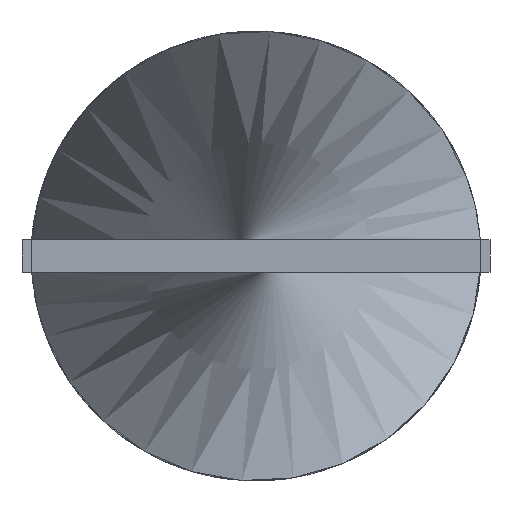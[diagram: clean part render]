
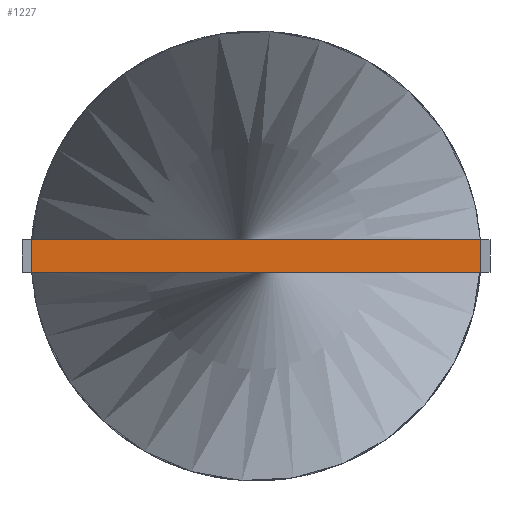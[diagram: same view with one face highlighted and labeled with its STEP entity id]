
A CAD part, left-side view. The second image highlights one B-rep face of the part: STEP entity #1227.
In plain terms, the highlighted planar face has unit normal (-1, 0, 0).
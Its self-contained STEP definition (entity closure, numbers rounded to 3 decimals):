
#25 = DIRECTION ( 'NONE',  ( 0., 0., -1. ) ) ;
#89 = VERTEX_POINT ( 'NONE', #990 ) ;
#172 = LINE ( 'NONE', #658, #827 ) ;
#188 = LINE ( 'NONE', #320, #309 ) ;
#207 = DIRECTION ( 'NONE',  ( -1., 0., 0. ) ) ;
#225 = EDGE_CURVE ( 'NONE', #1482, #1601, #416, .T. ) ;
#273 = EDGE_LOOP ( 'NONE', ( #900, #1438, #457, #602 ) ) ;
#291 = CARTESIAN_POINT ( 'NONE',  ( -89., 7., -0.5 ) ) ;
#309 = VECTOR ( 'NONE', #1191, 1000. ) ;
#319 = CARTESIAN_POINT ( 'NONE',  ( -89., 0., 0. ) ) ;
#320 = CARTESIAN_POINT ( 'NONE',  ( -89., -7., -0.5 ) ) ;
#356 = CARTESIAN_POINT ( 'NONE',  ( -89., 7., -0.5 ) ) ;
#384 = VECTOR ( 'NONE', #1098, 1000. ) ;
#416 = LINE ( 'NONE', #291, #707 ) ;
#443 = FACE_OUTER_BOUND ( 'NONE', #273, .T. ) ;
#457 = ORIENTED_EDGE ( 'NONE', *, *, #225, .T. ) ;
#527 = VERTEX_POINT ( 'NONE', #624 ) ;
#593 = EDGE_CURVE ( 'NONE', #1601, #89, #188, .T. ) ;
#602 = ORIENTED_EDGE ( 'NONE', *, *, #593, .T. ) ;
#624 = CARTESIAN_POINT ( 'NONE',  ( -89., 7., 0.5 ) ) ;
#658 = CARTESIAN_POINT ( 'NONE',  ( -89., 7., 0.5 ) ) ;
#707 = VECTOR ( 'NONE', #791, 1000. ) ;
#766 = EDGE_CURVE ( 'NONE', #527, #1482, #172, .T. ) ;
#791 = DIRECTION ( 'NONE',  ( 0., -1., 0. ) ) ;
#827 = VECTOR ( 'NONE', #25, 1000. ) ;
#882 = AXIS2_PLACEMENT_3D ( 'NONE', #319, #207, #1439 ) ;
#900 = ORIENTED_EDGE ( 'NONE', *, *, #1021, .T. ) ;
#932 = CARTESIAN_POINT ( 'NONE',  ( -89., -7., 0.5 ) ) ;
#990 = CARTESIAN_POINT ( 'NONE',  ( -89., -7., 0.5 ) ) ;
#1021 = EDGE_CURVE ( 'NONE', #89, #527, #1225, .T. ) ;
#1098 = DIRECTION ( 'NONE',  ( 0., 1., 0. ) ) ;
#1191 = DIRECTION ( 'NONE',  ( 0., 0., 1. ) ) ;
#1225 = LINE ( 'NONE', #932, #384 ) ;
#1227 = ADVANCED_FACE ( 'NONE', ( #443 ), #1455, .T. ) ;
#1438 = ORIENTED_EDGE ( 'NONE', *, *, #766, .T. ) ;
#1439 = DIRECTION ( 'NONE',  ( 0., 0., 1. ) ) ;
#1455 = PLANE ( 'NONE',  #882 ) ;
#1468 = CARTESIAN_POINT ( 'NONE',  ( -89., -7., -0.5 ) ) ;
#1482 = VERTEX_POINT ( 'NONE', #356 ) ;
#1601 = VERTEX_POINT ( 'NONE', #1468 ) ;
